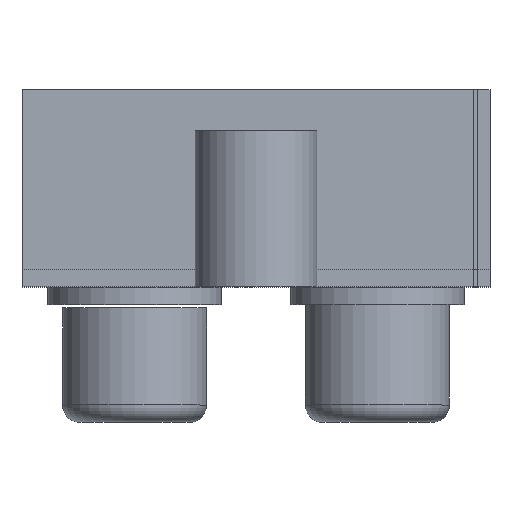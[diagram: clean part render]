
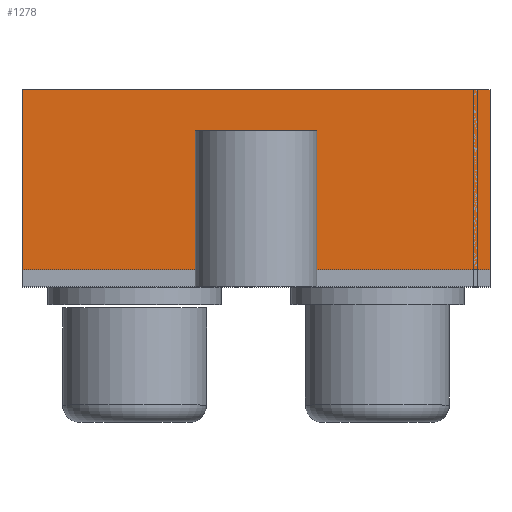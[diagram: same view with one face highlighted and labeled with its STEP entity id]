
A CAD part, top view. The second image highlights one B-rep face of the part: STEP entity #1278.
In plain terms, the highlighted planar face has unit normal (0, 0, 1).
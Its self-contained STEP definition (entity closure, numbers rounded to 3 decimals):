
#118=FACE_OUTER_BOUND('',#199,.T.);
#199=EDGE_LOOP('',(#880,#881,#882,#883));
#294=LINE('',#1890,#435);
#297=LINE('',#1897,#438);
#298=LINE('',#1898,#439);
#299=LINE('',#1899,#440);
#435=VECTOR('',#1516,10.);
#438=VECTOR('',#1521,10.);
#439=VECTOR('',#1522,10.);
#440=VECTOR('',#1523,10.);
#572=VERTEX_POINT('',#1887);
#573=VERTEX_POINT('',#1889);
#575=VERTEX_POINT('',#1895);
#576=VERTEX_POINT('',#1896);
#694=EDGE_CURVE('',#572,#573,#294,.T.);
#697=EDGE_CURVE('',#575,#576,#297,.T.);
#698=EDGE_CURVE('',#575,#573,#298,.F.);
#699=EDGE_CURVE('',#576,#572,#299,.T.);
#880=ORIENTED_EDGE('',*,*,#697,.F.);
#881=ORIENTED_EDGE('',*,*,#698,.T.);
#882=ORIENTED_EDGE('',*,*,#694,.F.);
#883=ORIENTED_EDGE('',*,*,#699,.F.);
#1211=PLANE('',#1383);
#1278=ADVANCED_FACE('',(#118),#1211,.T.);
#1383=AXIS2_PLACEMENT_3D('',#1894,#1519,#1520);
#1516=DIRECTION('',(1.,0.,0.));
#1519=DIRECTION('center_axis',(0.,0.,1.));
#1520=DIRECTION('ref_axis',(1.,0.,0.));
#1521=DIRECTION('',(-1.,0.,0.));
#1522=DIRECTION('',(0.,-1.,0.));
#1523=DIRECTION('',(0.,1.,0.));
#1887=CARTESIAN_POINT('',(-13.5,11.4,8.745));
#1889=CARTESIAN_POINT('',(13.5,11.4,8.745));
#1890=CARTESIAN_POINT('',(-12.8,11.4,8.745));
#1894=CARTESIAN_POINT('Origin',(-12.8,1.,8.745));
#1895=CARTESIAN_POINT('',(13.5,1.,8.745));
#1896=CARTESIAN_POINT('',(-13.5,1.,8.745));
#1897=CARTESIAN_POINT('',(-6.4,1.,8.745));
#1898=CARTESIAN_POINT('',(13.5,0.5,8.745));
#1899=CARTESIAN_POINT('',(-13.5,0.5,8.745));
